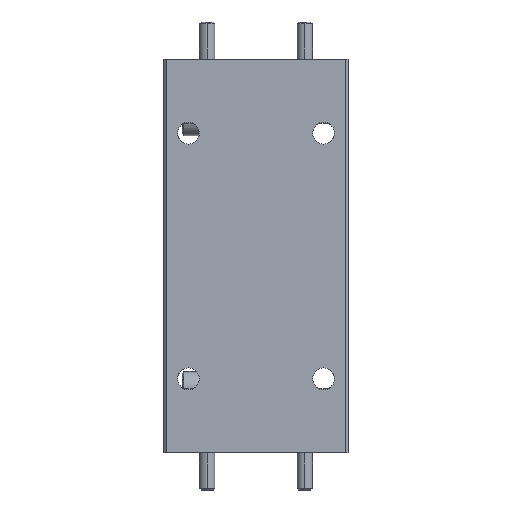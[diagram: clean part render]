
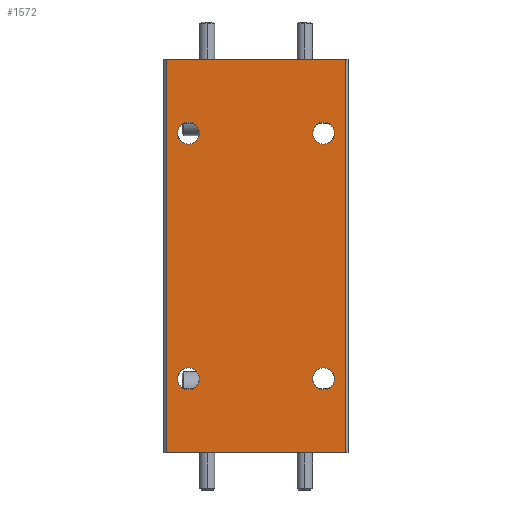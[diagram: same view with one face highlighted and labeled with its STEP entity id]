
A CAD part, left-side view. The second image highlights one B-rep face of the part: STEP entity #1572.
In plain terms, the highlighted planar face has unit normal (-1, 0, 0).
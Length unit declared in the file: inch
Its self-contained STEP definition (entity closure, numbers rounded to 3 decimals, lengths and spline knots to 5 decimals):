
#5 = ORIENTED_EDGE ( 'NONE', *, *, #1080, .F. ) ;
#9 = EDGE_CURVE ( 'NONE', #2149, #4694, #10405, .T. ) ;
#97 = VERTEX_POINT ( 'NONE', #5685 ) ;
#120 = CARTESIAN_POINT ( 'NONE',  ( -0.375, -0.0875, -0.4555 ) ) ;
#307 = ORIENTED_EDGE ( 'NONE', *, *, #9533, .F. ) ;
#398 = CARTESIAN_POINT ( 'NONE',  ( -0.375, 0.1875, -0.8 ) ) ;
#454 = CARTESIAN_POINT ( 'NONE',  ( -0.375, 0.4625, 0.5 ) ) ;
#569 = ORIENTED_EDGE ( 'NONE', *, *, #1593, .F. ) ;
#585 = CARTESIAN_POINT ( 'NONE',  ( -0.375, -0.0875, -0.5445 ) ) ;
#792 = EDGE_LOOP ( 'NONE', ( #569, #8774 ) ) ;
#845 = CIRCLE ( 'NONE', #3744, 0.0445 ) ;
#1080 = EDGE_CURVE ( 'NONE', #8532, #7124, #845, .T. ) ;
#1211 = EDGE_CURVE ( 'NONE', #11565, #5088, #3752, .T. ) ;
#1572 = ADVANCED_FACE ( 'NONE', ( #10512, #9181, #10216, #2732, #9924 ), #3179, .F. ) ;
#1593 = EDGE_CURVE ( 'NONE', #4694, #2149, #3756, .T. ) ;
#1673 = LINE ( 'NONE', #7823, #7095 ) ;
#1790 = VECTOR ( 'NONE', #3912, 39.37008 ) ;
#2067 = ORIENTED_EDGE ( 'NONE', *, *, #8590, .F. ) ;
#2137 = CIRCLE ( 'NONE', #2192, 0.0445 ) ;
#2149 = VERTEX_POINT ( 'NONE', #2597 ) ;
#2192 = AXIS2_PLACEMENT_3D ( 'NONE', #8937, #6192, #3404 ) ;
#2257 = ORIENTED_EDGE ( 'NONE', *, *, #3560, .F. ) ;
#2358 = DIRECTION ( 'NONE',  ( 0., 0., -1. ) ) ;
#2533 = CIRCLE ( 'NONE', #5988, 0.0445 ) ;
#2597 = CARTESIAN_POINT ( 'NONE',  ( -0.375, -0.0875, 0.4555 ) ) ;
#2610 = AXIS2_PLACEMENT_3D ( 'NONE', #4971, #11598, #2358 ) ;
#2732 = FACE_BOUND ( 'NONE', #9276, .T. ) ;
#2946 = ORIENTED_EDGE ( 'NONE', *, *, #6608, .T. ) ;
#3002 = CARTESIAN_POINT ( 'NONE',  ( -0.375, 0.4625, 0.5 ) ) ;
#3179 = PLANE ( 'NONE',  #11432 ) ;
#3357 = CARTESIAN_POINT ( 'NONE',  ( -0.375, 0.5525, 0.8 ) ) ;
#3404 = DIRECTION ( 'NONE',  ( 0., 0., 1. ) ) ;
#3461 = CARTESIAN_POINT ( 'NONE',  ( -0.375, 0.4625, -0.5 ) ) ;
#3560 = EDGE_CURVE ( 'NONE', #9768, #97, #8998, .T. ) ;
#3564 = DIRECTION ( 'NONE',  ( 0., 0., 1. ) ) ;
#3701 = EDGE_CURVE ( 'NONE', #8797, #4101, #1673, .T. ) ;
#3744 = AXIS2_PLACEMENT_3D ( 'NONE', #7044, #6068, #7087 ) ;
#3752 = CIRCLE ( 'NONE', #5018, 0.0445 ) ;
#3756 = CIRCLE ( 'NONE', #7668, 0.0445 ) ;
#3912 = DIRECTION ( 'NONE',  ( 0., 0., -1. ) ) ;
#4062 = ORIENTED_EDGE ( 'NONE', *, *, #3701, .T. ) ;
#4101 = VERTEX_POINT ( 'NONE', #9846 ) ;
#4162 = DIRECTION ( 'NONE',  ( -1., 0., 0. ) ) ;
#4287 = LINE ( 'NONE', #11573, #1790 ) ;
#4379 = LINE ( 'NONE', #398, #5557 ) ;
#4557 = ORIENTED_EDGE ( 'NONE', *, *, #4592, .T. ) ;
#4592 = EDGE_CURVE ( 'NONE', #5615, #9771, #4287, .T. ) ;
#4694 = VERTEX_POINT ( 'NONE', #7417 ) ;
#4793 = DIRECTION ( 'NONE',  ( -1., 0., 0. ) ) ;
#4796 = CARTESIAN_POINT ( 'NONE',  ( -0.375, -0.0875, 0.5 ) ) ;
#4843 = EDGE_LOOP ( 'NONE', ( #2067, #5 ) ) ;
#4971 = CARTESIAN_POINT ( 'NONE',  ( -0.375, 0.4625, -0.5 ) ) ;
#5016 = CARTESIAN_POINT ( 'NONE',  ( -0.375, 0.1875, 0.8 ) ) ;
#5018 = AXIS2_PLACEMENT_3D ( 'NONE', #3002, #4793, #5738 ) ;
#5057 = DIRECTION ( 'NONE',  ( 0., 1., 0. ) ) ;
#5088 = VERTEX_POINT ( 'NONE', #5995 ) ;
#5192 = AXIS2_PLACEMENT_3D ( 'NONE', #454, #4162, #8869 ) ;
#5470 = CARTESIAN_POINT ( 'NONE',  ( -0.375, 0.4625, -0.5445 ) ) ;
#5557 = VECTOR ( 'NONE', #9636, 39.37008 ) ;
#5615 = VERTEX_POINT ( 'NONE', #3357 ) ;
#5685 = CARTESIAN_POINT ( 'NONE',  ( -0.375, 0.4625, -0.4555 ) ) ;
#5738 = DIRECTION ( 'NONE',  ( 0., 0., -1. ) ) ;
#5863 = DIRECTION ( 'NONE',  ( 0., -1., 0. ) ) ;
#5988 = AXIS2_PLACEMENT_3D ( 'NONE', #3461, #9040, #6256 ) ;
#5995 = CARTESIAN_POINT ( 'NONE',  ( -0.375, 0.4625, 0.5445 ) ) ;
#6068 = DIRECTION ( 'NONE',  ( -1., 0., 0. ) ) ;
#6192 = DIRECTION ( 'NONE',  ( -1., 0., 0. ) ) ;
#6256 = DIRECTION ( 'NONE',  ( 0., 0., -1. ) ) ;
#6394 = DIRECTION ( 'NONE',  ( -1., 0., 0. ) ) ;
#6608 = EDGE_CURVE ( 'NONE', #9771, #8797, #4379, .T. ) ;
#6620 = EDGE_LOOP ( 'NONE', ( #2257, #7851 ) ) ;
#6982 = EDGE_LOOP ( 'NONE', ( #2946, #4062, #9408, #4557 ) ) ;
#7044 = CARTESIAN_POINT ( 'NONE',  ( -0.375, -0.0875, -0.5 ) ) ;
#7087 = DIRECTION ( 'NONE',  ( 0., 0., 1. ) ) ;
#7095 = VECTOR ( 'NONE', #9772, 39.37008 ) ;
#7124 = VERTEX_POINT ( 'NONE', #120 ) ;
#7417 = CARTESIAN_POINT ( 'NONE',  ( -0.375, -0.0875, 0.5445 ) ) ;
#7556 = CIRCLE ( 'NONE', #5192, 0.0445 ) ;
#7650 = CARTESIAN_POINT ( 'NONE',  ( -0.375, 0.1875, 0.8 ) ) ;
#7668 = AXIS2_PLACEMENT_3D ( 'NONE', #9180, #6394, #3564 ) ;
#7823 = CARTESIAN_POINT ( 'NONE',  ( -0.375, -0.1775, 0.8 ) ) ;
#7851 = ORIENTED_EDGE ( 'NONE', *, *, #11238, .F. ) ;
#8154 = CARTESIAN_POINT ( 'NONE',  ( -0.375, 0.5525, -0.8 ) ) ;
#8532 = VERTEX_POINT ( 'NONE', #585 ) ;
#8590 = EDGE_CURVE ( 'NONE', #7124, #8532, #2137, .T. ) ;
#8732 = LINE ( 'NONE', #7650, #10365 ) ;
#8774 = ORIENTED_EDGE ( 'NONE', *, *, #9, .F. ) ;
#8797 = VERTEX_POINT ( 'NONE', #11410 ) ;
#8812 = EDGE_CURVE ( 'NONE', #5615, #4101, #8732, .T. ) ;
#8869 = DIRECTION ( 'NONE',  ( 0., 0., -1. ) ) ;
#8928 = AXIS2_PLACEMENT_3D ( 'NONE', #4796, #11336, #10590 ) ;
#8937 = CARTESIAN_POINT ( 'NONE',  ( -0.375, -0.0875, -0.5 ) ) ;
#8998 = CIRCLE ( 'NONE', #2610, 0.0445 ) ;
#9040 = DIRECTION ( 'NONE',  ( -1., 0., 0. ) ) ;
#9162 = ORIENTED_EDGE ( 'NONE', *, *, #1211, .F. ) ;
#9180 = CARTESIAN_POINT ( 'NONE',  ( -0.375, -0.0875, 0.5 ) ) ;
#9181 = FACE_BOUND ( 'NONE', #4843, .T. ) ;
#9276 = EDGE_LOOP ( 'NONE', ( #9162, #307 ) ) ;
#9408 = ORIENTED_EDGE ( 'NONE', *, *, #8812, .F. ) ;
#9533 = EDGE_CURVE ( 'NONE', #5088, #11565, #7556, .T. ) ;
#9636 = DIRECTION ( 'NONE',  ( 0., -1., 0. ) ) ;
#9732 = DIRECTION ( 'NONE',  ( 1., 0., 0. ) ) ;
#9768 = VERTEX_POINT ( 'NONE', #5470 ) ;
#9771 = VERTEX_POINT ( 'NONE', #8154 ) ;
#9772 = DIRECTION ( 'NONE',  ( 0., 0., 1. ) ) ;
#9846 = CARTESIAN_POINT ( 'NONE',  ( -0.375, -0.1775, 0.8 ) ) ;
#9924 = FACE_BOUND ( 'NONE', #6620, .T. ) ;
#10216 = FACE_OUTER_BOUND ( 'NONE', #6982, .T. ) ;
#10365 = VECTOR ( 'NONE', #5863, 39.37008 ) ;
#10405 = CIRCLE ( 'NONE', #8928, 0.0445 ) ;
#10512 = FACE_BOUND ( 'NONE', #792, .T. ) ;
#10590 = DIRECTION ( 'NONE',  ( 0., 0., 1. ) ) ;
#11238 = EDGE_CURVE ( 'NONE', #97, #9768, #2533, .T. ) ;
#11336 = DIRECTION ( 'NONE',  ( -1., 0., 0. ) ) ;
#11410 = CARTESIAN_POINT ( 'NONE',  ( -0.375, -0.1775, -0.8 ) ) ;
#11432 = AXIS2_PLACEMENT_3D ( 'NONE', #5016, #9732, #5057 ) ;
#11518 = CARTESIAN_POINT ( 'NONE',  ( -0.375, 0.4625, 0.4555 ) ) ;
#11565 = VERTEX_POINT ( 'NONE', #11518 ) ;
#11573 = CARTESIAN_POINT ( 'NONE',  ( -0.375, 0.5525, 0.8 ) ) ;
#11598 = DIRECTION ( 'NONE',  ( -1., 0., 0. ) ) ;
